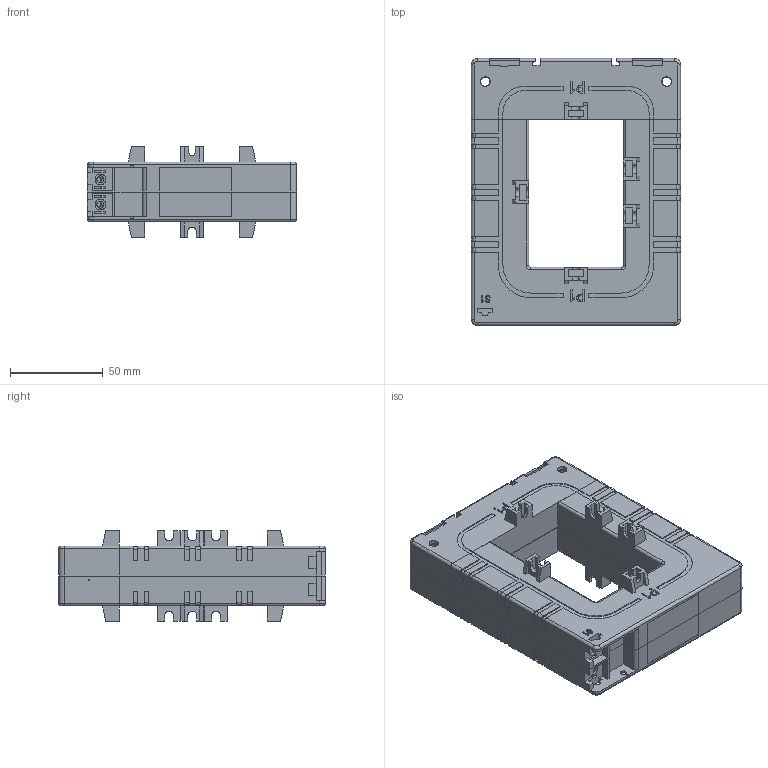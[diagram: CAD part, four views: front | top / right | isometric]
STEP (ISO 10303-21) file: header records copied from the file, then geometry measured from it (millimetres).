
FILE_DESCRIPTION(/* description */ ('STEP AP203'),/* implementation_level */ '2;1');
FILE_NAME(/* name */ 'AcuCT 2031 (SCTK731B58)_customer version.step',/* time_stamp */ '2025-06-06T16:22:28-04:00',/* author */ (''),/* organization */ (''),/* preprocessor_version */ 'ST-DEVELOPER v20.1',/* originating_system */ 'Autodesk Translation Framework v14.10.0.0',/* authorisation */ '');
FILE_SCHEMA (('AUTOMOTIVE_DESIGN { 1 0 10303 214 3 1 1 }'));
Length unit declared in the file: millimetre
Products named in the file (5): 731B; 731B-58ÉÏ¿Ç1_Ä¬ÈÏ; 731B-58ÏÂ¿Ç1_Ä¬ÈÏ; 731B-58ÏÂ¿Ç2_Ä¬ÈÏ; 731B-58ÉÏ¿Ç2_Ä¬ÈÏ
Assembly tree (4 placements, depth 2):
  731B
    731B-58ÉÏ¿Ç1_Ä¬ÈÏ
    731B-58ÏÂ¿Ç1_Ä¬ÈÏ
    731B-58ÏÂ¿Ç2_Ä¬ÈÏ
    731B-58ÉÏ¿Ç2_Ä¬ÈÏ
Bounding box: 113 x 144.3 x 48.8 mm (x, y, z)
Volume: 114090.1 mm3; surface area: 120477 mm2
Topology: 4 solids, 4 shells, 1421 faces, 4034 edges, 2647 vertices
Faces by surface type: plane 1136, cylinder 200, bspline 67, cone 14, torus 4
Full cylindrical faces by diameter (mm): 1.2 x2, 1.6 x8, 3.8 x2, 5 x4, 5.2 x4, 5.8 x2
Entity records: 50136 total; most frequent: CARTESIAN_POINT 13098, ORIENTED_EDGE 8068, DIRECTION 7067, EDGE_CURVE 4034, LINE 3475, VECTOR 3475, VERTEX_POINT 2647, AXIS2_PLACEMENT_3D 1796
